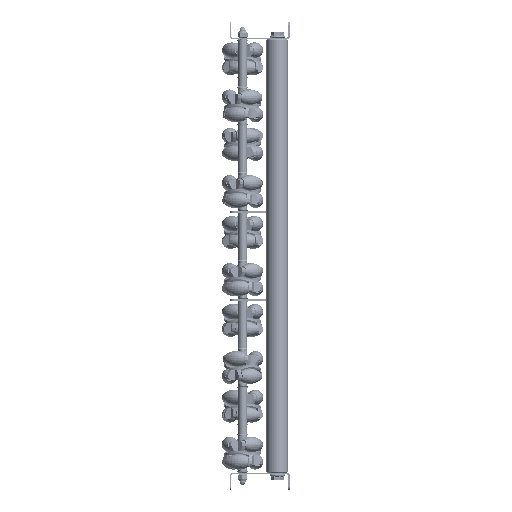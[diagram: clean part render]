
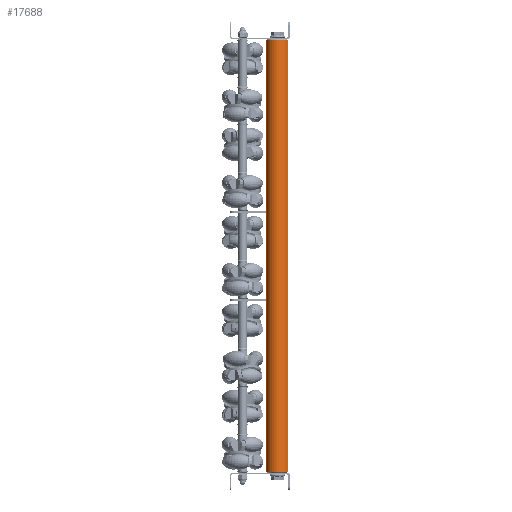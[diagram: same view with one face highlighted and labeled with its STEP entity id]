
A CAD part, left-side view. The second image highlights one B-rep face of the part: STEP entity #17688.
In plain terms, the highlighted cylindrical face has radius 12.5 mm (diameter 25 mm), a partial arc.
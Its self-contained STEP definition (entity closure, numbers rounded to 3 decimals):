
#32 = VERTEX_POINT ( 'NONE', #13017 ) ;
#973 = VECTOR ( 'NONE', #12890, 1000. ) ;
#1576 = DIRECTION ( 'NONE',  ( 0., 0., -1. ) ) ;
#2521 = CARTESIAN_POINT ( 'NONE',  ( 500., 0., -12.5 ) ) ;
#2944 = CARTESIAN_POINT ( 'NONE',  ( 499., 0., 12.5 ) ) ;
#4135 = CARTESIAN_POINT ( 'NONE',  ( 1., 0., -12.5 ) ) ;
#4706 = EDGE_CURVE ( 'NONE', #32, #17666, #31556, .T. ) ;
#4811 = VERTEX_POINT ( 'NONE', #10164 ) ;
#5949 = ORIENTED_EDGE ( 'NONE', *, *, #4706, .T. ) ;
#7170 = DIRECTION ( 'NONE',  ( -1., 0., 0. ) ) ;
#8980 = DIRECTION ( 'NONE',  ( 1., 0., 0. ) ) ;
#9402 = CARTESIAN_POINT ( 'NONE',  ( 500., 0., 0. ) ) ;
#9650 = DIRECTION ( 'NONE',  ( -1., 0., 0. ) ) ;
#9719 = CARTESIAN_POINT ( 'NONE',  ( 499., 0., 0. ) ) ;
#10164 = CARTESIAN_POINT ( 'NONE',  ( 499., 0., -12.5 ) ) ;
#11699 = DIRECTION ( 'NONE',  ( 0., 0., -1. ) ) ;
#12189 = CIRCLE ( 'NONE', #21449, 12.5 ) ;
#12890 = DIRECTION ( 'NONE',  ( -1., 0., 0. ) ) ;
#13017 = CARTESIAN_POINT ( 'NONE',  ( 1., 0., 12.5 ) ) ;
#13803 = VERTEX_POINT ( 'NONE', #2944 ) ;
#14848 = FACE_OUTER_BOUND ( 'NONE', #19460, .T. ) ;
#15437 = LINE ( 'NONE', #2521, #973 ) ;
#17268 = ORIENTED_EDGE ( 'NONE', *, *, #31212, .F. ) ;
#17543 = DIRECTION ( 'NONE',  ( -1., 0., 0. ) ) ;
#17666 = VERTEX_POINT ( 'NONE', #4135 ) ;
#17688 = ADVANCED_FACE ( 'NONE', ( #14848 ), #27637, .T. ) ;
#19460 = EDGE_LOOP ( 'NONE', ( #17268, #21669, #27811, #5949 ) ) ;
#20776 = EDGE_CURVE ( 'NONE', #4811, #13803, #12189, .T. ) ;
#21449 = AXIS2_PLACEMENT_3D ( 'NONE', #9719, #17543, #1576 ) ;
#21669 = ORIENTED_EDGE ( 'NONE', *, *, #20776, .T. ) ;
#22580 = LINE ( 'NONE', #27725, #32591 ) ;
#25068 = DIRECTION ( 'NONE',  ( 0., 0., 1. ) ) ;
#26127 = AXIS2_PLACEMENT_3D ( 'NONE', #32302, #8980, #11699 ) ;
#27637 = CYLINDRICAL_SURFACE ( 'NONE', #29945, 12.5 ) ;
#27725 = CARTESIAN_POINT ( 'NONE',  ( 500., 0., 12.5 ) ) ;
#27811 = ORIENTED_EDGE ( 'NONE', *, *, #32589, .T. ) ;
#29945 = AXIS2_PLACEMENT_3D ( 'NONE', #9402, #7170, #25068 ) ;
#31212 = EDGE_CURVE ( 'NONE', #4811, #17666, #15437, .T. ) ;
#31556 = CIRCLE ( 'NONE', #26127, 12.5 ) ;
#32302 = CARTESIAN_POINT ( 'NONE',  ( 1., 0., 0. ) ) ;
#32589 = EDGE_CURVE ( 'NONE', #13803, #32, #22580, .T. ) ;
#32591 = VECTOR ( 'NONE', #9650, 1000. ) ;
